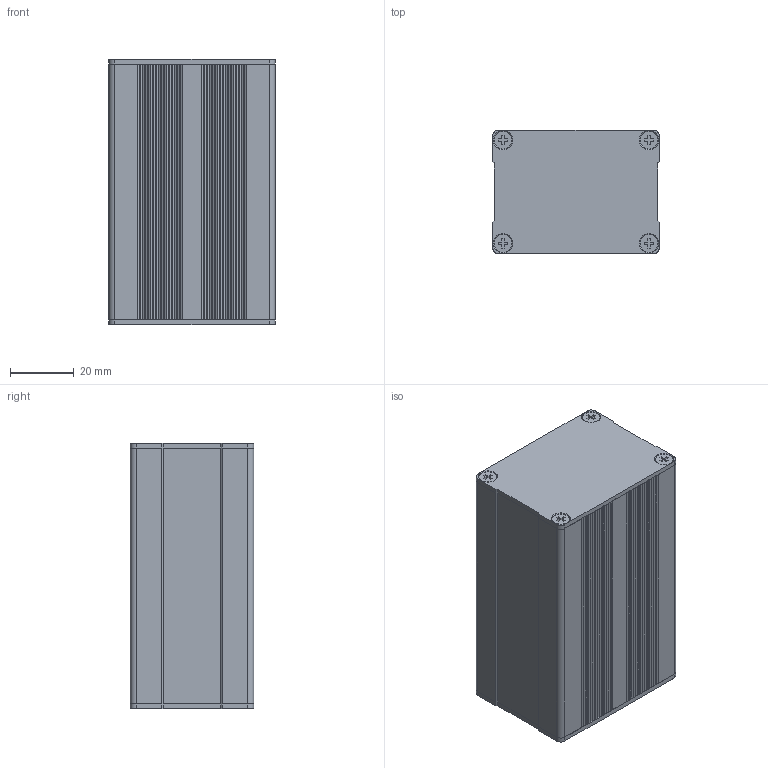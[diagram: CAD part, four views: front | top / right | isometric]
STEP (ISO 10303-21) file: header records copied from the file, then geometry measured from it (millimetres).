
FILE_DESCRIPTION((''),'2;1');
FILE_NAME('D1001433_ASM','2020-05-22T13:51:03',('nick'),(''),'CREO PARAMETRIC BY PTC INC, 2020053','CREO PARAMETRIC BY PTC INC, 2020053','');
FILE_SCHEMA(('CONFIG_CONTROL_DESIGN'));
Length unit declared in the file: millimetre
Products named in the file (4): D1001433-EXTRUSION; D1001433-COVER; SCREW_DIN965_M3X6_STZB; D1001433_ASM
Assembly tree (12 placements, depth 2):
  D1001433_ASM
    D1001433-EXTRUSION  x2
    D1001433-COVER  x2
    SCREW_DIN965_M3X6_STZB  x8
Bounding box: 52 x 38.6 x 83 mm (x, y, z)
Volume: 34254.6 mm3; surface area: 43194.6 mm2
Topology: 12 solids, 28 shells, 490 faces, 1310 edges, 868 vertices
Faces by surface type: plane 346, cylinder 104, cone 40
Entity records: 5746 total; most frequent: CARTESIAN_POINT 1046, DIRECTION 945, ORIENTED_EDGE 942, EDGE_CURVE 481, VECTOR 383, LINE 383, VERTEX_POINT 320, AXIS2_PLACEMENT_3D 281
